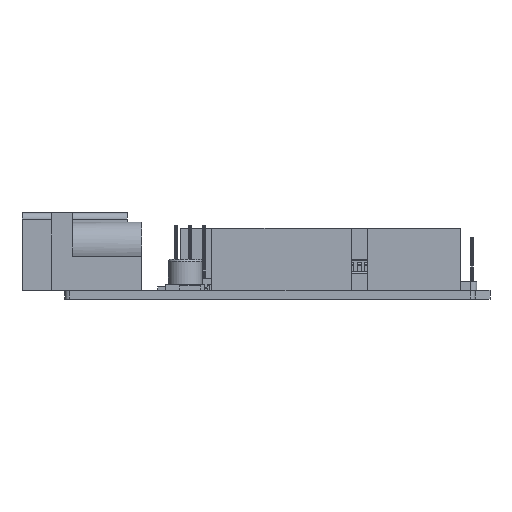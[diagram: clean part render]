
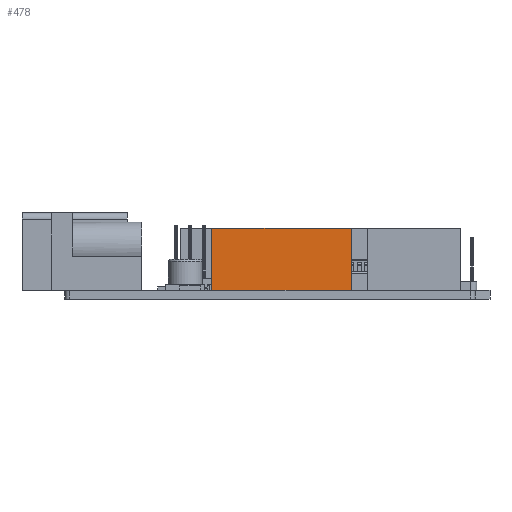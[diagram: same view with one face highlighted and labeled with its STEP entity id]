
A CAD part, front view. The second image highlights one B-rep face of the part: STEP entity #478.
In plain terms, the highlighted planar face has unit normal (0, -1, 0).
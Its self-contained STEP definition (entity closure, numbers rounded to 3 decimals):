
#478=ADVANCED_FACE('',(#4505),#4507,.T.);
#4505=FACE_BOUND('',#4506,.T.);
#4506=EDGE_LOOP('',(#11855,#11856,#11857,#11858));
#4507=PLANE('',#4508);
#4508=AXIS2_PLACEMENT_3D('',#4509,#4510,#4511);
#4509=CARTESIAN_POINT('',(0.,-25.29,11.4));
#4510=DIRECTION('',(0.,-1.,0.));
#4511=DIRECTION('',(1.,0.,0.));
#11855=ORIENTED_EDGE('',*,*,#15188,.F.);
#11856=ORIENTED_EDGE('',*,*,#16630,.F.);
#11857=ORIENTED_EDGE('',*,*,#16631,.T.);
#11858=ORIENTED_EDGE('',*,*,#16632,.T.);
#15188=EDGE_CURVE('',#18232,#18234,#18235,.T.);
#16630=EDGE_CURVE('',#20698,#18232,#20699,.T.);
#16631=EDGE_CURVE('',#20698,#20700,#20701,.T.);
#16632=EDGE_CURVE('',#20700,#18234,#20702,.T.);
#18232=VERTEX_POINT('',#23545);
#18234=VERTEX_POINT('',#23549);
#18235=LINE('',#23550,#23551);
#20698=VERTEX_POINT('',#29167);
#20699=LINE('',#29168,#29169);
#20700=VERTEX_POINT('',#29171);
#20701=LINE('',#29172,#29173);
#20702=LINE('',#29175,#29176);
#23545=CARTESIAN_POINT('',(13.119,-25.29,1.4));
#23549=CARTESIAN_POINT('',(-9.381,-25.29,1.4));
#23550=CARTESIAN_POINT('',(13.119,-25.29,1.4));
#23551=VECTOR('',#23552,1.);
#23552=DIRECTION('',(-1.,0.,0.));
#29167=CARTESIAN_POINT('',(13.119,-25.29,11.4));
#29168=CARTESIAN_POINT('',(13.119,-25.29,11.4));
#29169=VECTOR('',#29170,1.);
#29170=DIRECTION('',(0.,0.,-1.));
#29171=CARTESIAN_POINT('',(-9.381,-25.29,11.4));
#29172=CARTESIAN_POINT('',(13.119,-25.29,11.4));
#29173=VECTOR('',#29174,1.);
#29174=DIRECTION('',(-1.,0.,0.));
#29175=CARTESIAN_POINT('',(-9.381,-25.29,11.4));
#29176=VECTOR('',#29177,1.);
#29177=DIRECTION('',(0.,0.,-1.));
